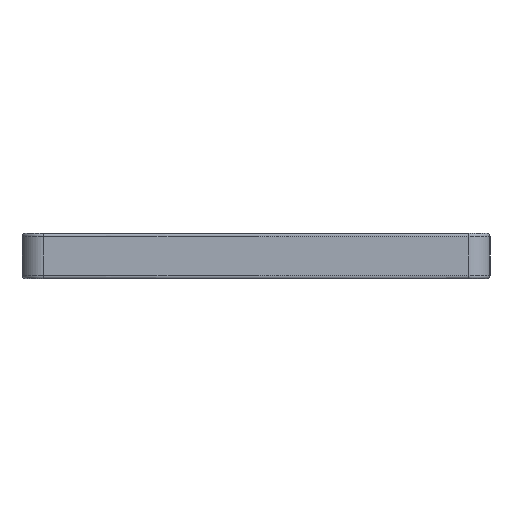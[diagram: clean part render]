
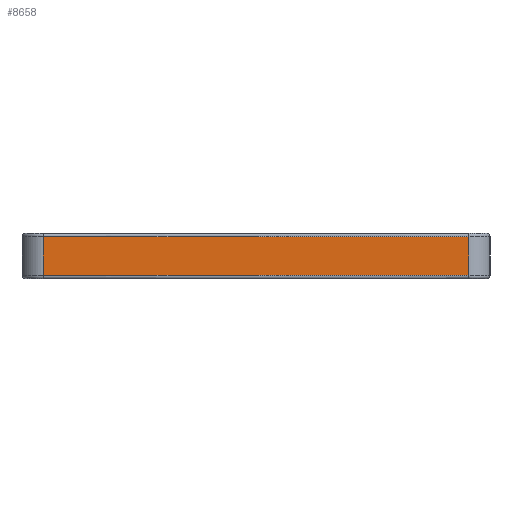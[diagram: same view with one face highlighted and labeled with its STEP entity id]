
A CAD part, left-side view. The second image highlights one B-rep face of the part: STEP entity #8658.
In plain terms, the highlighted planar face has unit normal (-1, 0, 0).
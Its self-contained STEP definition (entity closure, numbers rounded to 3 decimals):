
#111 = CARTESIAN_POINT ( 'NONE',  ( -160.788, -74.322, 1.2 ) ) ;
#670 = FACE_OUTER_BOUND ( 'NONE', #7459, .T. ) ;
#998 = EDGE_CURVE ( 'NONE', #4575, #1755, #1286, .T. ) ;
#1112 = VECTOR ( 'NONE', #5835, 1000. ) ;
#1224 = CARTESIAN_POINT ( 'NONE',  ( -160.788, 67.678, 1.2 ) ) ;
#1237 = CARTESIAN_POINT ( 'NONE',  ( -160.788, 67.678, 1.2 ) ) ;
#1286 = LINE ( 'NONE', #8586, #1112 ) ;
#1336 = AXIS2_PLACEMENT_3D ( 'NONE', #9354, #7967, #7132 ) ;
#1448 = CARTESIAN_POINT ( 'NONE',  ( -160.788, -74.322, 1.2 ) ) ;
#1606 = CARTESIAN_POINT ( 'NONE',  ( -160.788, -74.322, 13.9 ) ) ;
#1679 = B_SPLINE_CURVE_WITH_KNOTS ( 'NONE', 3,
 ( #1606, #6837, #7418, #4617 ),
 .UNSPECIFIED., .F., .F.,
 ( 4, 4 ),
 ( 0., 1. ),
 .UNSPECIFIED. ) ;
#1722 = EDGE_CURVE ( 'NONE', #1884, #6143, #5666, .T. ) ;
#1755 = VERTEX_POINT ( 'NONE', #1448 ) ;
#1884 = VERTEX_POINT ( 'NONE', #4635 ) ;
#2255 = EDGE_CURVE ( 'NONE', #4575, #1884, #1679, .T. ) ;
#2662 = VECTOR ( 'NONE', #5090, 1000. ) ;
#2881 = B_SPLINE_CURVE_WITH_KNOTS ( 'NONE', 3,
 ( #1237, #7097, #3639, #111 ),
 .UNSPECIFIED., .F., .F.,
 ( 4, 4 ),
 ( 0., 1. ),
 .UNSPECIFIED. ) ;
#3531 = PLANE ( 'NONE',  #1336 ) ;
#3639 = CARTESIAN_POINT ( 'NONE',  ( -160.788, -26.988, 1.2 ) ) ;
#4266 = CARTESIAN_POINT ( 'NONE',  ( -160.788, 67.678, 15.1 ) ) ;
#4575 = VERTEX_POINT ( 'NONE', #8796 ) ;
#4617 = CARTESIAN_POINT ( 'NONE',  ( -160.788, 67.678, 13.9 ) ) ;
#4635 = CARTESIAN_POINT ( 'NONE',  ( -160.788, 67.678, 13.9 ) ) ;
#5090 = DIRECTION ( 'NONE',  ( 0., 0., -1. ) ) ;
#5666 = LINE ( 'NONE', #4266, #2662 ) ;
#5835 = DIRECTION ( 'NONE',  ( 0., 0., -1. ) ) ;
#6143 = VERTEX_POINT ( 'NONE', #1224 ) ;
#6389 = ORIENTED_EDGE ( 'NONE', *, *, #1722, .T. ) ;
#6416 = ORIENTED_EDGE ( 'NONE', *, *, #6515, .T. ) ;
#6515 = EDGE_CURVE ( 'NONE', #6143, #1755, #2881, .T. ) ;
#6837 = CARTESIAN_POINT ( 'NONE',  ( -160.788, -26.988, 13.9 ) ) ;
#7097 = CARTESIAN_POINT ( 'NONE',  ( -160.788, 20.345, 1.2 ) ) ;
#7132 = DIRECTION ( 'NONE',  ( 0., 0., 1. ) ) ;
#7418 = CARTESIAN_POINT ( 'NONE',  ( -160.788, 20.345, 13.9 ) ) ;
#7459 = EDGE_LOOP ( 'NONE', ( #6389, #6416, #7925, #8676 ) ) ;
#7925 = ORIENTED_EDGE ( 'NONE', *, *, #998, .F. ) ;
#7967 = DIRECTION ( 'NONE',  ( -1., 0., 0. ) ) ;
#8586 = CARTESIAN_POINT ( 'NONE',  ( -160.788, -74.322, 15.1 ) ) ;
#8658 = ADVANCED_FACE ( 'NONE', ( #670 ), #3531, .T. ) ;
#8676 = ORIENTED_EDGE ( 'NONE', *, *, #2255, .T. ) ;
#8796 = CARTESIAN_POINT ( 'NONE',  ( -160.788, -74.322, 13.9 ) ) ;
#9354 = CARTESIAN_POINT ( 'NONE',  ( -160.788, -74.322, 15.1 ) ) ;
